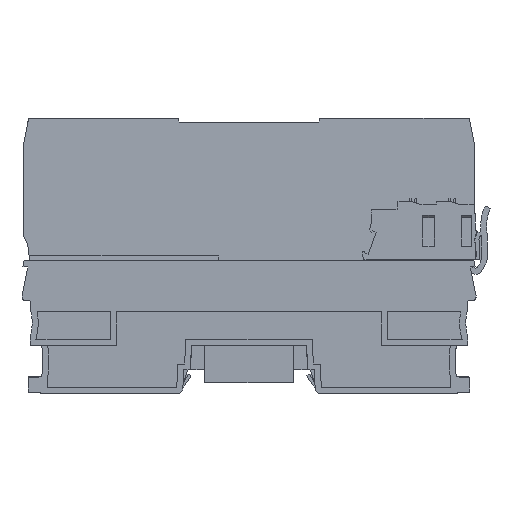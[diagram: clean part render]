
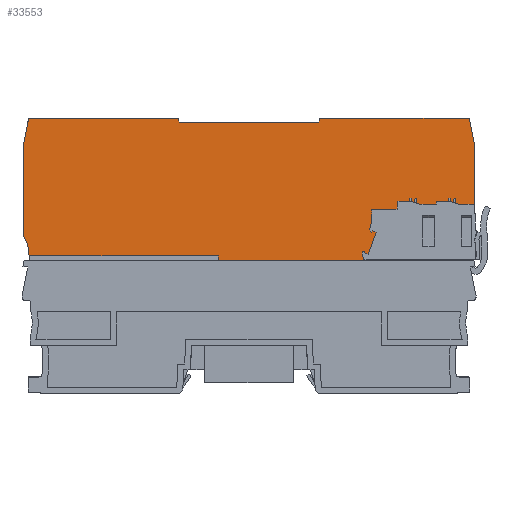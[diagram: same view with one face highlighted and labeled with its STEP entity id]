
A CAD part, left-side view. The second image highlights one B-rep face of the part: STEP entity #33553.
In plain terms, the highlighted face is planar.
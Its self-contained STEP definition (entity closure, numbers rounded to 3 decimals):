
#28939=CARTESIAN_POINT('',(42.315,91.05,390.869));
#28940=VERTEX_POINT('',#28939);
#28947=CARTESIAN_POINT('',(109.732,91.05,390.869));
#28948=VERTEX_POINT('',#28947);
#28949=CARTESIAN_POINT('',(12420.957,91.05,390.869));
#28950=DIRECTION('',(-1.,0.,0.));
#28951=VECTOR('',#28950,24690.);
#28952=LINE('',#28949,#28951);
#28953=EDGE_CURVE('',#28948,#28940,#28952,.T.);
#28971=CARTESIAN_POINT('',(160.932,91.05,390.869));
#28972=VERTEX_POINT('',#28971);
#28979=CARTESIAN_POINT('',(160.947,91.05,390.869));
#28980=VERTEX_POINT('',#28979);
#28981=CARTESIAN_POINT('',(12420.957,91.05,390.869));
#28982=DIRECTION('',(-1.,0.,0.));
#28983=VECTOR('',#28982,24690.);
#28984=LINE('',#28981,#28983);
#28985=EDGE_CURVE('',#28980,#28972,#28984,.T.);
#30843=CARTESIAN_POINT('',(109.985,92.35,390.88));
#30844=VERTEX_POINT('',#30843);
#30845=CARTESIAN_POINT('',(-2247.18,-12034.213,285.054));
#30846=DIRECTION('',(0.191,0.982,0.009));
#30847=VECTOR('',#30846,24690.);
#30848=LINE('',#30845,#30847);
#30849=EDGE_CURVE('',#28948,#30844,#30848,.T.);
#30933=CARTESIAN_POINT('',(160.68,92.35,390.88));
#30934=VERTEX_POINT('',#30933);
#30935=CARTESIAN_POINT('',(-12272.131,92.35,390.88));
#30936=DIRECTION('',(1.,0.,-0.));
#30937=VECTOR('',#30936,24690.);
#30938=LINE('',#30935,#30937);
#30939=EDGE_CURVE('',#30844,#30934,#30938,.T.);
#32295=CARTESIAN_POINT('',(-2196.378,12218.359,496.703));
#32296=DIRECTION('',(0.191,-0.982,-0.009));
#32297=VECTOR('',#32296,24690.);
#32298=LINE('',#32295,#32297);
#32299=EDGE_CURVE('',#30934,#28972,#32298,.T.);
#32322=CARTESIAN_POINT('',(82.675,129.45,391.204));
#32323=VERTEX_POINT('',#32322);
#32331=CARTESIAN_POINT('',(82.797,128.45,391.196));
#32332=VERTEX_POINT('',#32331);
#32339=CARTESIAN_POINT('',(1590.735,-12152.72,284.019));
#32340=DIRECTION('',(-0.122,0.993,0.009));
#32341=VECTOR('',#32340,24690.);
#32342=LINE('',#32339,#32341);
#32343=EDGE_CURVE('',#32332,#32323,#32342,.T.);
#32578=CARTESIAN_POINT('',(40.931,97.694,390.927));
#32579=VERTEX_POINT('',#32578);
#32820=CARTESIAN_POINT('',(40.931,122.888,391.147));
#32821=VERTEX_POINT('',#32820);
#32828=CARTESIAN_POINT('',(40.931,-12251.365,283.159));
#32829=DIRECTION('',(0.,1.,0.009));
#32830=VECTOR('',#32829,24690.);
#32831=LINE('',#32828,#32830);
#32832=EDGE_CURVE('',#32579,#32821,#32831,.T.);
#33441=CARTESIAN_POINT('',(42.36,92.078,390.878));
#33442=VERTEX_POINT('',#33441);
#33451=CARTESIAN_POINT('',(30.608,92.078,390.878));
#33452=DIRECTION('',(0.,-0.009,1.));
#33453=DIRECTION('',(0.,-1.,-0.009));
#33454=AXIS2_PLACEMENT_3D('',#33451,#33452,#33453);
#33455=ELLIPSE('',#33454,11.753,11.752);
#33456=EDGE_CURVE('',#33442,#32579,#33455,.T.);
#33461=CARTESIAN_POINT('',(44.106,88.1,390.843));
#33462=DIRECTION('',(0.,-0.009,1.));
#33463=DIRECTION('',(1.,0.,-0.));
#33464=AXIS2_PLACEMENT_3D('',#33461,#33462,#33463);
#33465=PLANE('',#33464);
#33466=ORIENTED_EDGE('',*,*,#32832,.T.);
#33467=CARTESIAN_POINT('',(42.242,129.45,391.204));
#33468=VERTEX_POINT('',#33467);
#33469=CARTESIAN_POINT('',(-2381.181,-11998.599,285.364));
#33470=DIRECTION('',(0.196,0.981,0.009));
#33471=VECTOR('',#33470,24690.);
#33472=LINE('',#33469,#33471);
#33473=EDGE_CURVE('',#32821,#33468,#33472,.T.);
#33474=ORIENTED_EDGE('',*,*,#33473,.T.);
#33475=CARTESIAN_POINT('',(-12246.906,129.45,391.204));
#33476=DIRECTION('',(1.,0.,-0.));
#33477=VECTOR('',#33476,24690.);
#33478=LINE('',#33475,#33477);
#33479=EDGE_CURVE('',#33468,#32323,#33478,.T.);
#33480=ORIENTED_EDGE('',*,*,#33479,.T.);
#33481=ORIENTED_EDGE('',*,*,#32343,.F.);
#33482=CARTESIAN_POINT('',(120.467,128.45,391.196));
#33483=VERTEX_POINT('',#33482);
#33484=CARTESIAN_POINT('',(12412.882,128.45,391.196));
#33485=DIRECTION('',(-1.,0.,0.));
#33486=VECTOR('',#33485,24690.);
#33487=LINE('',#33484,#33486);
#33488=EDGE_CURVE('',#33483,#32332,#33487,.T.);
#33489=ORIENTED_EDGE('',*,*,#33488,.F.);
#33490=CARTESIAN_POINT('',(120.59,129.45,391.204));
#33491=VERTEX_POINT('',#33490);
#33492=CARTESIAN_POINT('',(1620.512,12345.338,497.811));
#33493=DIRECTION('',(-0.122,-0.993,-0.009));
#33494=VECTOR('',#33493,24690.);
#33495=LINE('',#33492,#33494);
#33496=EDGE_CURVE('',#33491,#33483,#33495,.T.);
#33497=ORIENTED_EDGE('',*,*,#33496,.F.);
#33498=CARTESIAN_POINT('',(161.032,129.45,391.204));
#33499=VERTEX_POINT('',#33498);
#33500=CARTESIAN_POINT('',(12392.644,129.45,391.204));
#33501=DIRECTION('',(-1.,-0.,0.));
#33502=VECTOR('',#33501,24690.);
#33503=LINE('',#33500,#33502);
#33504=EDGE_CURVE('',#33499,#33491,#33503,.T.);
#33505=ORIENTED_EDGE('',*,*,#33504,.F.);
#33506=CARTESIAN_POINT('',(162.332,122.944,391.147));
#33507=VERTEX_POINT('',#33506);
#33508=CARTESIAN_POINT('',(2582.241,-11987.517,285.461));
#33509=DIRECTION('',(-0.196,0.981,0.009));
#33510=VECTOR('',#33509,24690.);
#33511=LINE('',#33508,#33510);
#33512=EDGE_CURVE('',#33507,#33499,#33511,.T.);
#33513=ORIENTED_EDGE('',*,*,#33512,.F.);
#33514=CARTESIAN_POINT('',(162.332,97.696,390.927));
#33515=VERTEX_POINT('',#33514);
#33516=CARTESIAN_POINT('',(162.332,-12251.224,283.16));
#33517=DIRECTION('',(-0.,1.,0.009));
#33518=VECTOR('',#33517,24690.);
#33519=LINE('',#33516,#33518);
#33520=EDGE_CURVE('',#33515,#33507,#33519,.T.);
#33521=ORIENTED_EDGE('',*,*,#33520,.F.);
#33522=CARTESIAN_POINT('',(160.902,92.078,390.878));
#33523=VERTEX_POINT('',#33522);
#33524=CARTESIAN_POINT('',(172.655,92.078,390.878));
#33525=DIRECTION('',(0.,-0.009,1.));
#33526=DIRECTION('',(-0.,1.,0.009));
#33527=AXIS2_PLACEMENT_3D('',#33524,#33525,#33526);
#33528=ELLIPSE('',#33527,11.753,11.752);
#33529=EDGE_CURVE('',#33515,#33523,#33528,.T.);
#33530=ORIENTED_EDGE('',*,*,#33529,.T.);
#33531=CARTESIAN_POINT('',(172.655,92.078,390.878));
#33532=DIRECTION('',(0.,-0.009,1.));
#33533=DIRECTION('',(-0.,1.,0.009));
#33534=AXIS2_PLACEMENT_3D('',#33531,#33532,#33533);
#33535=ELLIPSE('',#33534,11.753,11.752);
#33536=EDGE_CURVE('',#33523,#28980,#33535,.T.);
#33537=ORIENTED_EDGE('',*,*,#33536,.T.);
#33538=ORIENTED_EDGE('',*,*,#28985,.T.);
#33539=ORIENTED_EDGE('',*,*,#32299,.F.);
#33540=ORIENTED_EDGE('',*,*,#30939,.F.);
#33541=ORIENTED_EDGE('',*,*,#30849,.F.);
#33542=ORIENTED_EDGE('',*,*,#28953,.T.);
#33543=CARTESIAN_POINT('',(30.608,92.078,390.878));
#33544=DIRECTION('',(0.,-0.009,1.));
#33545=DIRECTION('',(0.,-1.,-0.009));
#33546=AXIS2_PLACEMENT_3D('',#33543,#33544,#33545);
#33547=ELLIPSE('',#33546,11.753,11.752);
#33548=EDGE_CURVE('',#28940,#33442,#33547,.T.);
#33549=ORIENTED_EDGE('',*,*,#33548,.T.);
#33550=ORIENTED_EDGE('',*,*,#33456,.T.);
#33551=EDGE_LOOP('',(#33466,#33474,#33480,#33481,#33489,#33497,#33505,#33513,#33521,#33530,#33537,#33538,#33539,#33540,#33541,#33542,#33549,#33550));
#33552=FACE_BOUND('',#33551,.T.);
#33553=ADVANCED_FACE('',(#33552),#33465,.F.);
